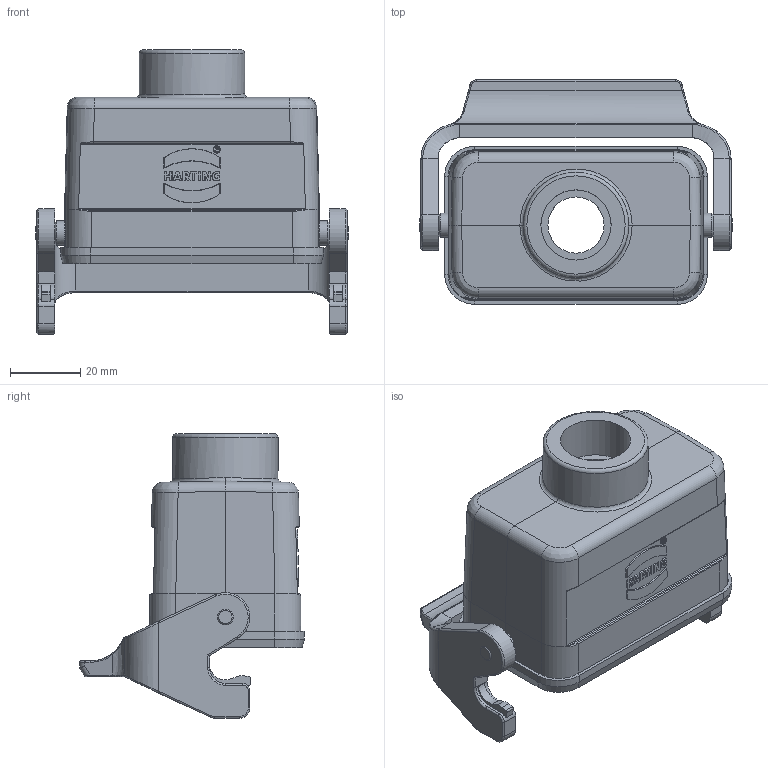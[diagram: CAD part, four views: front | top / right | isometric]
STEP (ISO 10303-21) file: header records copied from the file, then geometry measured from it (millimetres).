
FILE_DESCRIPTION(/* description */ (''),/* implementation_level */ '2;1');
FILE_NAME(/* name */ '100181805ugm000_c.stp',/* time_stamp */ '2017-10-25T12:41:55+02:00',/* author */ (''),/* organization */ (''),/* preprocessor_version */ 'ST-DEVELOPER v16',/* originating_system */ 'SIEMENS PLM Software NX 10.0',/* authorisation */ '');
FILE_SCHEMA (('AUTOMOTIVE_DESIGN { 1 0 10303 214 3 1 1 1 }'));
Length unit declared in the file: millimetre
Products named in the file (1): 100181805ugm000_c
Bounding box: 89 x 64 x 81 mm (x, y, z)
Volume: 64925 mm3; surface area: 37591.1 mm2
Topology: 2 solids, 2 shells, 468 faces, 1206 edges, 760 vertices
Faces by surface type: plane 234, cylinder 128, bspline 92, cone 10, torus 4
Full cylindrical faces by diameter (mm): 3 x4, 7 x2, 16 x1, 20 x1, 30 x1
Entity records: 19091 total; most frequent: CARTESIAN_POINT 6266, ORIENTED_EDGE 2312, DIRECTION 2034, EDGE_CURVE 1156, VERTEX_POINT 732, AXIS2_PLACEMENT_3D 686, LINE 662, VECTOR 662
